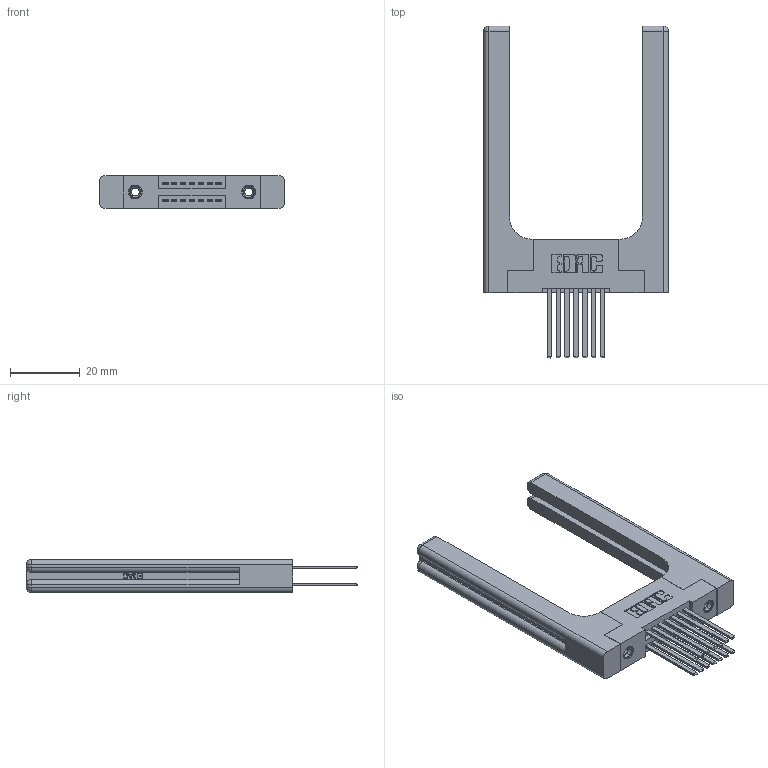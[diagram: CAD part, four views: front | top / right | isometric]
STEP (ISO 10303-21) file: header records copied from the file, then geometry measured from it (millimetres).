
FILE_DESCRIPTION (( 'STEP AP203' ), '1' );
FILE_NAME ('345-014-544-258.STEP', '2019-10-26T18:42:19', ( '' ), ( '' ), 'SwSTEP 2.0', 'SolidWorks 2016', '' );
FILE_SCHEMA (( 'CONFIG_CONTROL_DESIGN' ));
Length unit declared in the file: inch
Products named in the file (5): 345-220-058_345-220-058; 345-250-001_345-250-001-102; 345-014-544-258; 345 Part_Flush Mounting Lugs - 0.156 Dia-TH; 345-292-001_345-293-144
Assembly tree (19 placements, depth 2):
  345-014-544-258
    345 Part_Flush Mounting Lugs - 0.156 Dia-TH
    345-292-001_345-293-144  x14
    345-250-001_345-250-001-102  x2
    345-220-058_345-220-058  x2
Bounding box: 52.81 x 94.92 x 9.4 mm (x, y, z)
Volume: 13476.2 mm3; surface area: 12348.6 mm2
Topology: 19 solids, 19 shells, 998 faces, 2841 edges, 1854 vertices
Faces by surface type: plane 634, cylinder 304, bspline 36, cone 12, sphere 8, torus 4
Entity records: 15202 total; most frequent: CARTESIAN_POINT 3573, ORIENTED_EDGE 2304, DIRECTION 2124, EDGE_CURVE 1152, LINE 904, VECTOR 904, VERTEX_POINT 758, AXIS2_PLACEMENT_3D 610
